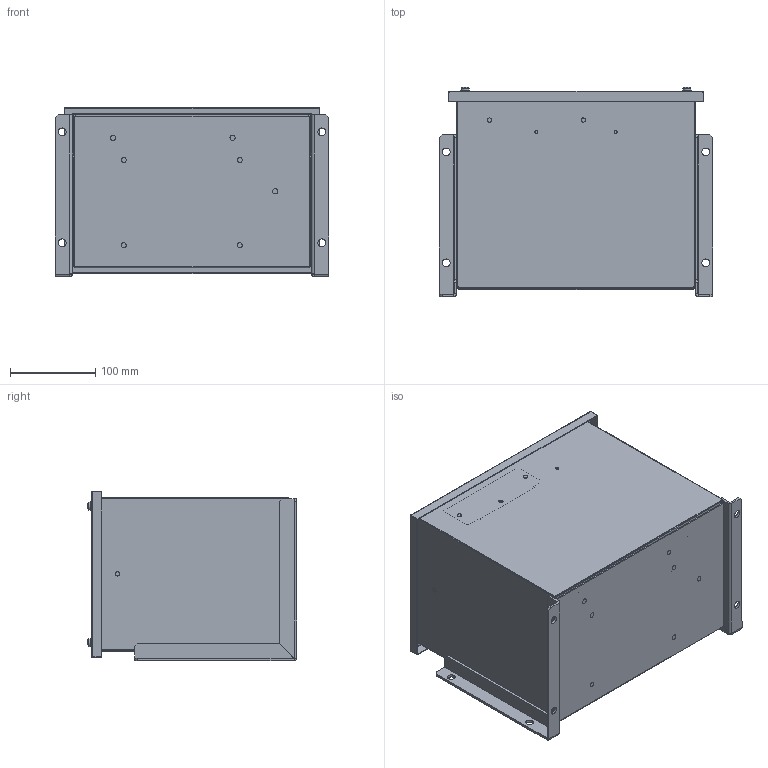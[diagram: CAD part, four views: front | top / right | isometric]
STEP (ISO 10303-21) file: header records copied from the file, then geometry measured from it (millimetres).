
FILE_DESCRIPTION (( 'STEP AP214' ), '1' );
FILE_NAME ('170118 B 1605064.STEP', '2017-01-18T15:06:52', ( 'Admin' ), ( 'Microsoft' ), 'SwSTEP 2.0', 'SolidWorks 2014', '' );
FILE_SCHEMA (( 'AUTOMOTIVE_DESIGN' ));
Length unit declared in the file: millimetre
Products named in the file (72): Luftspalt 30x49,5x1,6mm; WickelUI90_51,5_1oD; pan head cross recess screw_din; #143-0958; UI90-51,5-oD; D56; 090327 Kabelschelle klein; 170117 Schirmblech #020-2946; #040-2431; plain washer grade a_din; Luftspalt 190x49,5x1,6mm; #040-2430; #142-0963; 161019 Klemmenhaltewinkel #020-2946; R點k-& Bodenblech #020-2946; Deckel #020-2946; pan head cross recess screw_din_ISO 7045 - M5 x 16 - Z --- 16N; TS35x100x70x17,5xD6,5; plain washer grade a_din_Washer DIN 125 - A 5.3; Winkel #020-2946; Gehäuseschale #020-2946; TS35x100x70x17,5xD6,5_Ohne Bohrung; 170118 B 1605064; 161019 Baugruppe Drossel B 1605064
Assembly tree (52 placements, depth 3):
  Luftspalt 30x49,5x1,6mm
  pan head cross recess screw_din
  #143-0958
  pan head cross recess screw_din
  #143-0958
Bounding box: 320 x 245.63 x 198.93 mm (x, y, z)
Volume: 2494229.3 mm3; surface area: 1444119.8 mm2
Topology: 63 solids, 63 shells, 2380 faces, 5783 edges, 3546 vertices
Faces by surface type: plane 1252, cylinder 792, torus 304, cone 24, sphere 8
Entity records: 35284 total; most frequent: DIRECTION 6109, CARTESIAN_POINT 5863, ORIENTED_EDGE 5542, EDGE_CURVE 2771, AXIS2_PLACEMENT_3D 2171, LINE 1767, VECTOR 1767, VERTEX_POINT 1701
